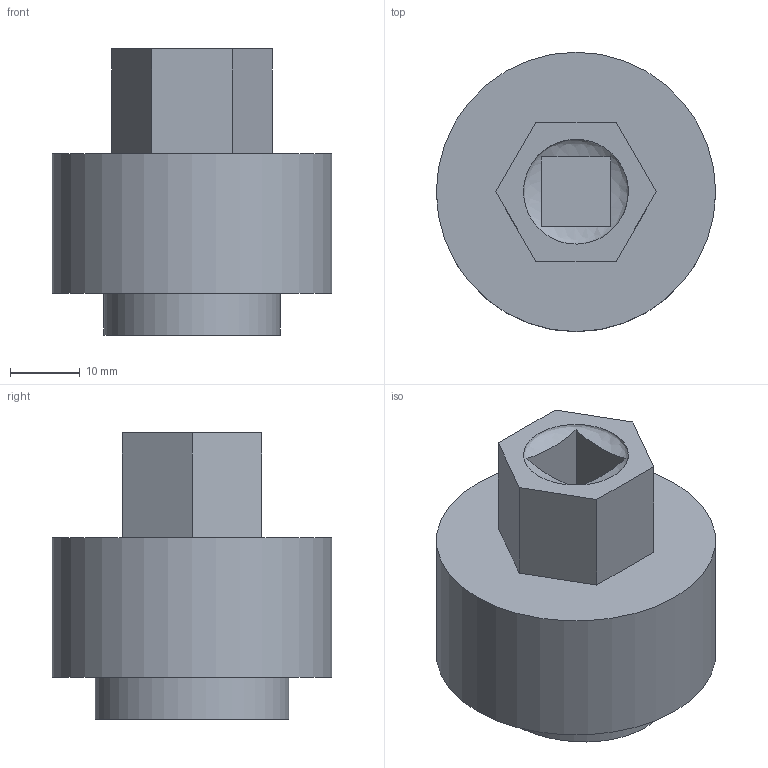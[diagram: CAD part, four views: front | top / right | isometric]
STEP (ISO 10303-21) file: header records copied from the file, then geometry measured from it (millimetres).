
FILE_DESCRIPTION(('FreeCAD Model'),'2;1');
FILE_NAME('Open CASCADE Shape Model','2024-10-09T01:29:13',(''),(''), 'Open CASCADE STEP processor 7.6','FreeCAD','Unknown');
FILE_SCHEMA(('AUTOMOTIVE_DESIGN { 1 0 10303 214 1 1 1 1 }'));
Length unit declared in the file: millimetre
Products named in the file (1): Corps
Bounding box: 40 x 40 x 41 mm (x, y, z)
Volume: 30296.3 mm3; surface area: 7470 mm2
Topology: 1 solids, 1 shells, 20 faces, 45 edges, 31 vertices
Faces by surface type: plane 16, extrusion 2, cylinder 1, bspline 1
Full cylindrical faces by diameter (mm): 40 x1
Entity records: 1051 total; most frequent: CARTESIAN_POINT 586, ORIENTED_EDGE 90, DIRECTION 83, EDGE_CURVE 45, VERTEX_POINT 31, VECTOR 31, LINE 29, AXIS2_PLACEMENT_3D 26
